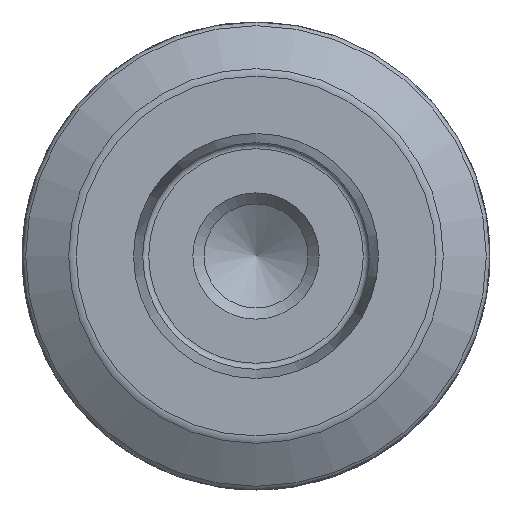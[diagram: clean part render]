
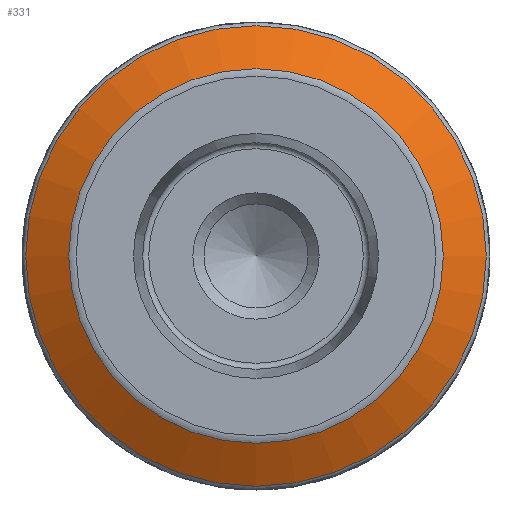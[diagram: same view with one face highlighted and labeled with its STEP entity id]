
A CAD part, left-side view. The second image highlights one B-rep face of the part: STEP entity #331.
In plain terms, the highlighted conical face has half-angle 60 degrees and reference radius 31 mm.
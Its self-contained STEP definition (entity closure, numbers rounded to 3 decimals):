
#88=FACE_BOUND('',#547,.T.);
#89=FACE_BOUND('',#548,.T.);
#160=CONICAL_SURFACE('',#1705,31.,60.);
#331=ADVANCED_FACE('',(#88,#89),#160,.T.);
#547=EDGE_LOOP('',(#1093));
#548=EDGE_LOOP('',(#1094));
#1093=ORIENTED_EDGE('',*,*,#1467,.F.);
#1094=ORIENTED_EDGE('',*,*,#1469,.T.);
#1253=VERTEX_POINT('',#3173);
#1255=VERTEX_POINT('',#3179);
#1467=EDGE_CURVE('',#1253,#1253,#1538,.T.);
#1469=EDGE_CURVE('',#1255,#1255,#1540,.T.);
#1538=CIRCLE('',#1700,31.);
#1540=CIRCLE('',#1704,25.214);
#1700=AXIS2_PLACEMENT_3D('',#3172,#2068,#2069);
#1704=AXIS2_PLACEMENT_3D('',#3178,#2076,#2077);
#1705=AXIS2_PLACEMENT_3D('',#3180,#2078,#2079);
#2068=DIRECTION('',(1.,0.,0.));
#2069=DIRECTION('',(0.,1.,0.));
#2076=DIRECTION('',(1.,0.,0.));
#2077=DIRECTION('',(0.,1.,0.));
#2078=DIRECTION('',(1.,0.,0.));
#2079=DIRECTION('',(0.,1.,0.));
#3172=CARTESIAN_POINT('',(-11.392,0.,0.));
#3173=CARTESIAN_POINT('',(-11.392,31.,0.));
#3178=CARTESIAN_POINT('',(-14.732,0.,0.));
#3179=CARTESIAN_POINT('',(-14.732,25.214,0.));
#3180=CARTESIAN_POINT('',(-11.392,0.,0.));
